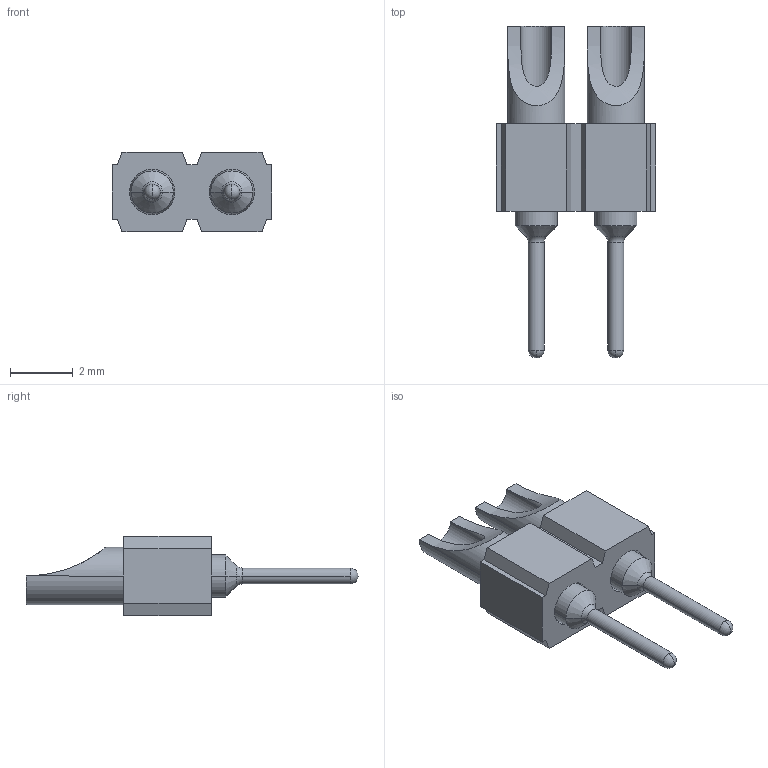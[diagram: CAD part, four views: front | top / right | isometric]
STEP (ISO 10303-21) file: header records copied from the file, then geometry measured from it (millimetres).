
FILE_DESCRIPTION (( 'STEP AP214' ), '1' );
FILE_NAME ('mill-max-380-10-102-00-001000.STEP', '2022-09-12T12:09:53', ( '' ), ( '' ), 'SwSTEP 2.0', 'SolidWorks 2022', '' );
FILE_SCHEMA (( 'AUTOMOTIVE_DESIGN' ));
Length unit declared in the file: inch
Products named in the file (3): 8000_8000-0-01-15-00-00-03-0; mill-max-380-10-102-00-001000; P3XX-11-010-00-000000_P302-11-010-00-000000
Assembly tree (3 placements, depth 2):
  mill-max-380-10-102-00-001000
    P3XX-11-010-00-000000_P302-11-010-00-000000
    8000_8000-0-01-15-00-00-03-0  x2
Bounding box: 5.08 x 10.59 x 2.54 mm (x, y, z)
Volume: 44.5 mm3; surface area: 187.4 mm2
Topology: 3 solids, 3 shells, 80 faces, 188 edges, 112 vertices
Faces by surface type: cylinder 30, plane 30, cone 12, torus 4, sphere 4
Entity records: 1790 total; most frequent: CARTESIAN_POINT 328, DIRECTION 298, ORIENTED_EDGE 264, EDGE_CURVE 132, AXIS2_PLACEMENT_3D 106, VECTOR 86, LINE 86, VERTEX_POINT 84
